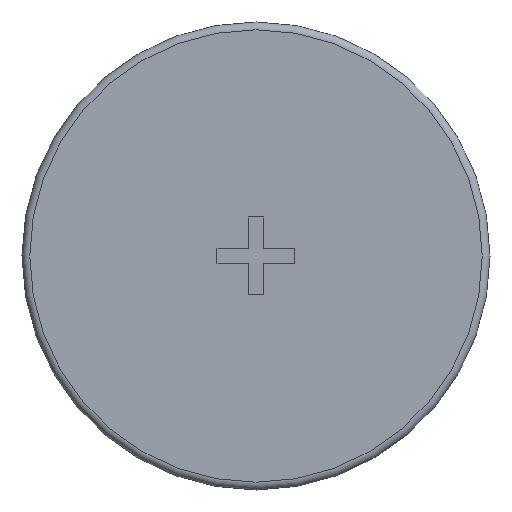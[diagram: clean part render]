
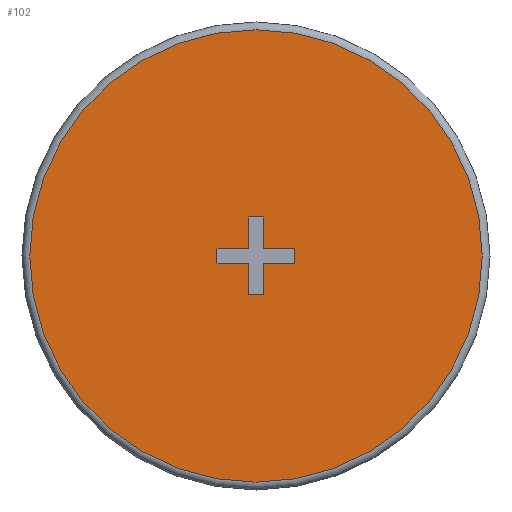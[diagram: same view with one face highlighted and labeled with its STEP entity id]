
A CAD part, front view. The second image highlights one B-rep face of the part: STEP entity #102.
In plain terms, the highlighted planar face has unit normal (0, -1, 0).
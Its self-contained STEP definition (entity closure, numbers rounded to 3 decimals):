
#102 = ADVANCED_FACE( '', ( #206, #207 ), #208, .F. );
#206 = FACE_BOUND( '', #305, .T. );
#207 = FACE_OUTER_BOUND( '', #306, .T. );
#208 = PLANE( '', #307 );
#305 = EDGE_LOOP( '', ( #518, #519, #520, #521, #522, #523, #524, #525, #526, #527, #528, #529 ) );
#306 = EDGE_LOOP( '', ( #530 ) );
#307 = AXIS2_PLACEMENT_3D( '', #531, #532, #533 );
#518 = ORIENTED_EDGE( '', *, *, #551, .T. );
#519 = ORIENTED_EDGE( '', *, *, #566, .F. );
#520 = ORIENTED_EDGE( '', *, *, #626, .T. );
#521 = ORIENTED_EDGE( '', *, *, #615, .T. );
#522 = ORIENTED_EDGE( '', *, *, #556, .T. );
#523 = ORIENTED_EDGE( '', *, *, #579, .T. );
#524 = ORIENTED_EDGE( '', *, *, #623, .T. );
#525 = ORIENTED_EDGE( '', *, *, #583, .T. );
#526 = ORIENTED_EDGE( '', *, *, #633, .T. );
#527 = ORIENTED_EDGE( '', *, *, #570, .T. );
#528 = ORIENTED_EDGE( '', *, *, #619, .T. );
#529 = ORIENTED_EDGE( '', *, *, #630, .T. );
#530 = ORIENTED_EDGE( '', *, *, #602, .T. );
#531 = CARTESIAN_POINT( '', ( 14.5, 0., 0. ) );
#532 = DIRECTION( '', ( 0., 1., 0. ) );
#533 = DIRECTION( '', ( 0., 0., 1. ) );
#551 = EDGE_CURVE( '', #640, #641, #642, .T. );
#556 = EDGE_CURVE( '', #649, #650, #651, .T. );
#566 = EDGE_CURVE( '', #667, #641, #668, .T. );
#570 = EDGE_CURVE( '', #673, #674, #675, .T. );
#579 = EDGE_CURVE( '', #650, #688, #689, .T. );
#583 = EDGE_CURVE( '', #694, #695, #696, .T. );
#602 = EDGE_CURVE( '', #726, #726, #727, .T. );
#615 = EDGE_CURVE( '', #743, #649, #744, .T. );
#619 = EDGE_CURVE( '', #674, #749, #750, .T. );
#623 = EDGE_CURVE( '', #688, #694, #755, .T. );
#626 = EDGE_CURVE( '', #667, #743, #758, .T. );
#630 = EDGE_CURVE( '', #749, #640, #762, .T. );
#633 = EDGE_CURVE( '', #695, #673, #765, .T. );
#640 = VERTEX_POINT( '', #772 );
#641 = VERTEX_POINT( '', #773 );
#642 = LINE( '', #774, #775 );
#649 = VERTEX_POINT( '', #785 );
#650 = VERTEX_POINT( '', #786 );
#651 = LINE( '', #787, #788 );
#667 = VERTEX_POINT( '', #811 );
#668 = LINE( '', #812, #813 );
#673 = VERTEX_POINT( '', #820 );
#674 = VERTEX_POINT( '', #821 );
#675 = LINE( '', #822, #823 );
#688 = VERTEX_POINT( '', #842 );
#689 = LINE( '', #843, #844 );
#694 = VERTEX_POINT( '', #851 );
#695 = VERTEX_POINT( '', #852 );
#696 = LINE( '', #853, #854 );
#726 = VERTEX_POINT( '', #894 );
#727 = CIRCLE( '', #895, 14.5 );
#743 = VERTEX_POINT( '', #915 );
#744 = LINE( '', #916, #917 );
#749 = VERTEX_POINT( '', #924 );
#750 = LINE( '', #925, #926 );
#755 = LINE( '', #933, #934 );
#758 = LINE( '', #938, #939 );
#762 = LINE( '', #944, #945 );
#765 = LINE( '', #949, #950 );
#772 = CARTESIAN_POINT( '', ( 0.5, 0., 0.5 ) );
#773 = CARTESIAN_POINT( '', ( 2.5, 0., 0.5 ) );
#774 = CARTESIAN_POINT( '', ( 0.5, 0., 0.5 ) );
#775 = VECTOR( '', #957, 1000. );
#785 = CARTESIAN_POINT( '', ( 0.5, 0., -2.5 ) );
#786 = CARTESIAN_POINT( '', ( -0.5, 0., -2.5 ) );
#787 = CARTESIAN_POINT( '', ( 0.5, 0., -2.5 ) );
#788 = VECTOR( '', #961, 1000. );
#811 = CARTESIAN_POINT( '', ( 2.5, 0., -0.5 ) );
#812 = CARTESIAN_POINT( '', ( 2.5, 0., 0. ) );
#813 = VECTOR( '', #969, 1000. );
#820 = CARTESIAN_POINT( '', ( -0.5, 0., 0.5 ) );
#821 = CARTESIAN_POINT( '', ( -0.5, 0., 2.5 ) );
#822 = CARTESIAN_POINT( '', ( -0.5, 0., 0.5 ) );
#823 = VECTOR( '', #972, 1000. );
#842 = CARTESIAN_POINT( '', ( -0.5, 0., -0.5 ) );
#843 = CARTESIAN_POINT( '', ( -0.5, 0., -2.5 ) );
#844 = VECTOR( '', #979, 1000. );
#851 = CARTESIAN_POINT( '', ( -2.5, 0., -0.5 ) );
#852 = CARTESIAN_POINT( '', ( -2.5, 0., 0.5 ) );
#853 = CARTESIAN_POINT( '', ( -2.5, 0., -0.5 ) );
#854 = VECTOR( '', #982, 1000. );
#894 = CARTESIAN_POINT( '', ( 0., 0., -14.5 ) );
#895 = AXIS2_PLACEMENT_3D( '', #1005, #1006, #1007 );
#915 = CARTESIAN_POINT( '', ( 0.5, 0., -0.5 ) );
#916 = CARTESIAN_POINT( '', ( 0.5, 0., -0.5 ) );
#917 = VECTOR( '', #1018, 1000. );
#924 = CARTESIAN_POINT( '', ( 0.5, 0., 2.5 ) );
#925 = CARTESIAN_POINT( '', ( -0.5, 0., 2.5 ) );
#926 = VECTOR( '', #1021, 1000. );
#933 = CARTESIAN_POINT( '', ( -0.5, 0., -0.5 ) );
#934 = VECTOR( '', #1024, 1000. );
#938 = CARTESIAN_POINT( '', ( 2.5, 0., -0.5 ) );
#939 = VECTOR( '', #1026, 1000. );
#944 = CARTESIAN_POINT( '', ( 0.5, 0., 2.5 ) );
#945 = VECTOR( '', #1028, 1000. );
#949 = CARTESIAN_POINT( '', ( -2.5, 0., 0.5 ) );
#950 = VECTOR( '', #1030, 1000. );
#957 = DIRECTION( '', ( 1., 0., 0. ) );
#961 = DIRECTION( '', ( -1., 0., 0. ) );
#969 = DIRECTION( '', ( 0., 0., 1. ) );
#972 = DIRECTION( '', ( 0., 0., 1. ) );
#979 = DIRECTION( '', ( 0., 0., 1. ) );
#982 = DIRECTION( '', ( 0., 0., 1. ) );
#1005 = CARTESIAN_POINT( '', ( 0., 0., 0. ) );
#1006 = DIRECTION( '', ( 0., -1., 0. ) );
#1007 = DIRECTION( '', ( 0., 0., -1. ) );
#1018 = DIRECTION( '', ( 0., 0., -1. ) );
#1021 = DIRECTION( '', ( 1., 0., 0. ) );
#1024 = DIRECTION( '', ( -1., 0., 0. ) );
#1026 = DIRECTION( '', ( -1., 0., 0. ) );
#1028 = DIRECTION( '', ( 0., 0., -1. ) );
#1030 = DIRECTION( '', ( 1., 0., 0. ) );
